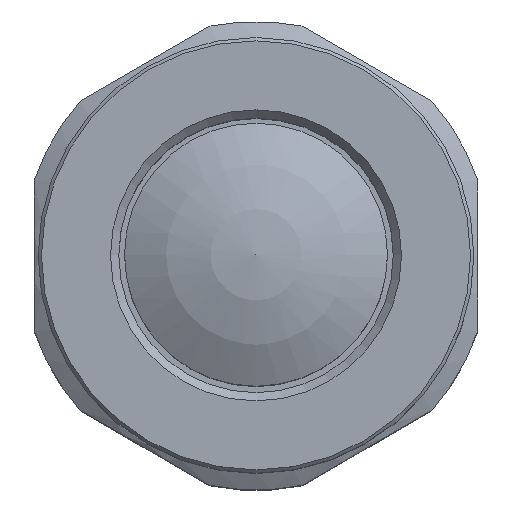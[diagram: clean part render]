
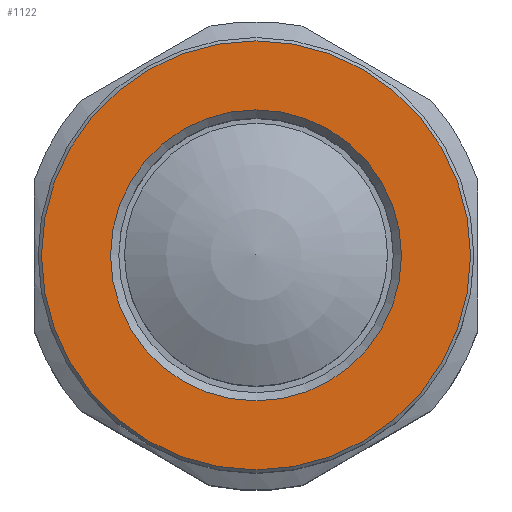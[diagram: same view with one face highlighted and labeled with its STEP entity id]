
A CAD part, top view. The second image highlights one B-rep face of the part: STEP entity #1122.
In plain terms, the highlighted face is planar.
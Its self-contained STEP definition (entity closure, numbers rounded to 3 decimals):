
#138=PLANE('',#1280);
#368=ORIENTED_EDGE('',*,*,#625,.F.);
#369=ORIENTED_EDGE('',*,*,#626,.T.);
#625=EDGE_CURVE('',#743,#743,#819,.T.);
#626=EDGE_CURVE('',#744,#744,#820,.T.);
#743=VERTEX_POINT('',#2030);
#744=VERTEX_POINT('',#2032);
#819=CIRCLE('',#1281,13.05);
#820=CIRCLE('',#1282,8.85);
#891=EDGE_LOOP('',(#368));
#892=EDGE_LOOP('',(#369));
#997=FACE_BOUND('',#891,.T.);
#998=FACE_BOUND('',#892,.T.);
#1122=ADVANCED_FACE('',(#997,#998),#138,.F.);
#1280=AXIS2_PLACEMENT_3D('',#2028,#1568,#1569);
#1281=AXIS2_PLACEMENT_3D('',#2029,#1570,#1571);
#1282=AXIS2_PLACEMENT_3D('',#2031,#1572,#1573);
#1568=DIRECTION('',(1.,0.,0.));
#1569=DIRECTION('',(0.,0.,-1.));
#1570=DIRECTION('',(1.,0.,0.));
#1571=DIRECTION('',(0.,0.,-1.));
#1572=DIRECTION('',(1.,0.,0.));
#1573=DIRECTION('',(0.,0.,-1.));
#2028=CARTESIAN_POINT('',(0.,0.,0.));
#2029=CARTESIAN_POINT('',(0.,0.,0.));
#2030=CARTESIAN_POINT('',(0.,0.,-13.05));
#2031=CARTESIAN_POINT('',(0.,0.,0.));
#2032=CARTESIAN_POINT('',(0.,0.,-8.85));
